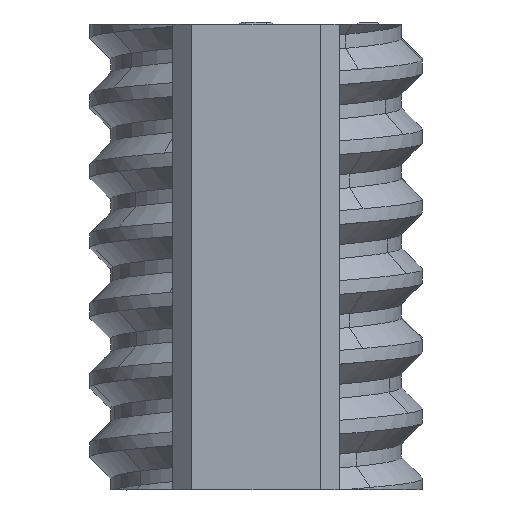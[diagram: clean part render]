
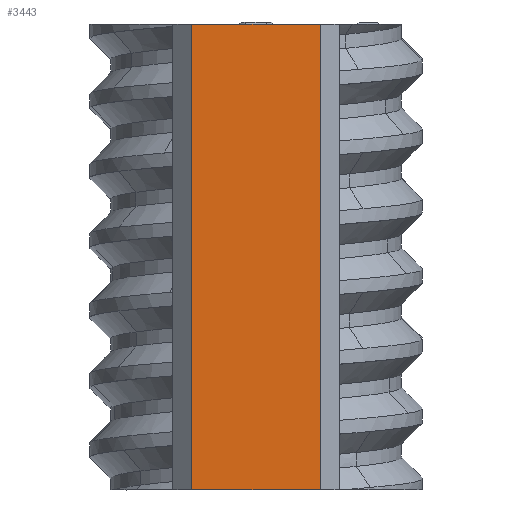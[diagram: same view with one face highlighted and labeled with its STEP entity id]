
A CAD part, front view. The second image highlights one B-rep face of the part: STEP entity #3443.
In plain terms, the highlighted planar face has unit normal (0, -1, 0).
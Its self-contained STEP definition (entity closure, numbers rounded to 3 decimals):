
#719=FACE_OUTER_BOUND('',#956,.T.);
#956=EDGE_LOOP('',(#2457,#2458,#2459,#2460));
#1243=LINE('',#4825,#1338);
#1244=LINE('',#4828,#1339);
#1245=LINE('',#4830,#1340);
#1246=LINE('',#4831,#1341);
#1338=VECTOR('',#3853,10.);
#1339=VECTOR('',#3856,10.);
#1340=VECTOR('',#3857,10.);
#1341=VECTOR('',#3858,10.);
#1508=VERTEX_POINT('',#4821);
#1509=VERTEX_POINT('',#4823);
#1510=VERTEX_POINT('',#4827);
#1511=VERTEX_POINT('',#4829);
#1860=EDGE_CURVE('',#1508,#1509,#1243,.T.);
#1861=EDGE_CURVE('',#1508,#1510,#1244,.T.);
#1862=EDGE_CURVE('',#1511,#1509,#1245,.T.);
#1863=EDGE_CURVE('',#1510,#1511,#1246,.T.);
#2457=ORIENTED_EDGE('',*,*,#1861,.F.);
#2458=ORIENTED_EDGE('',*,*,#1860,.T.);
#2459=ORIENTED_EDGE('',*,*,#1862,.F.);
#2460=ORIENTED_EDGE('',*,*,#1863,.F.);
#3410=PLANE('',#3698);
#3443=ADVANCED_FACE('',(#719),#3410,.T.);
#3698=AXIS2_PLACEMENT_3D('',#4826,#3854,#3855);
#3853=DIRECTION('',(0.,0.,1.));
#3854=DIRECTION('center_axis',(0.,-1.,0.));
#3855=DIRECTION('ref_axis',(1.,0.,0.));
#3856=DIRECTION('',(-1.,0.,0.));
#3857=DIRECTION('',(1.,0.,0.));
#3858=DIRECTION('',(0.,0.,1.));
#4821=CARTESIAN_POINT('',(2.762,-7.35,0.));
#4823=CARTESIAN_POINT('',(2.762,-7.35,20.));
#4825=CARTESIAN_POINT('',(2.762,-7.35,0.));
#4826=CARTESIAN_POINT('Origin',(-2.762,-7.35,0.));
#4827=CARTESIAN_POINT('',(-2.762,-7.35,0.));
#4828=CARTESIAN_POINT('',(0.,-7.35,0.));
#4829=CARTESIAN_POINT('',(-2.762,-7.35,20.));
#4830=CARTESIAN_POINT('',(0.,-7.35,20.));
#4831=CARTESIAN_POINT('',(-2.762,-7.35,0.));
